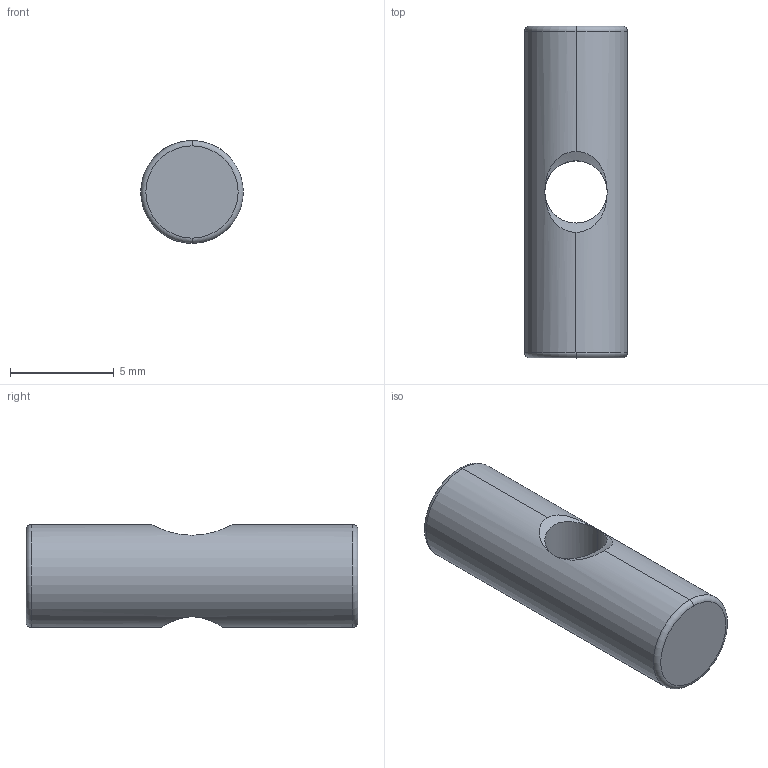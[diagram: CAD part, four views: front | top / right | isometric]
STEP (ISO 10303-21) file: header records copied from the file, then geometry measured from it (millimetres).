
FILE_DESCRIPTION (( 'STEP AP214' ), '1' );
FILE_NAME ('PinA.STEP', '2022-06-18T07:01:07', ( '' ), ( '' ), 'SwSTEP 2.0', 'SolidWorks 2021', '' );
FILE_SCHEMA (( 'AUTOMOTIVE_DESIGN' ));
Length unit declared in the file: millimetre
Products named in the file (1): PinA
Bounding box: 4.95 x 16 x 4.95 mm (x, y, z)
Volume: 274 mm3; surface area: 310 mm2
Topology: 1 solids, 1 shells, 12 faces, 32 edges, 20 vertices
Faces by surface type: cylinder 6, torus 4, plane 2
Entity records: 554 total; most frequent: CARTESIAN_POINT 233, ORIENTED_EDGE 64, DIRECTION 56, EDGE_CURVE 32, AXIS2_PLACEMENT_3D 25, VERTEX_POINT 20, B_SPLINE_CURVE_WITH_KNOTS 14, ADVANCED_FACE 12
